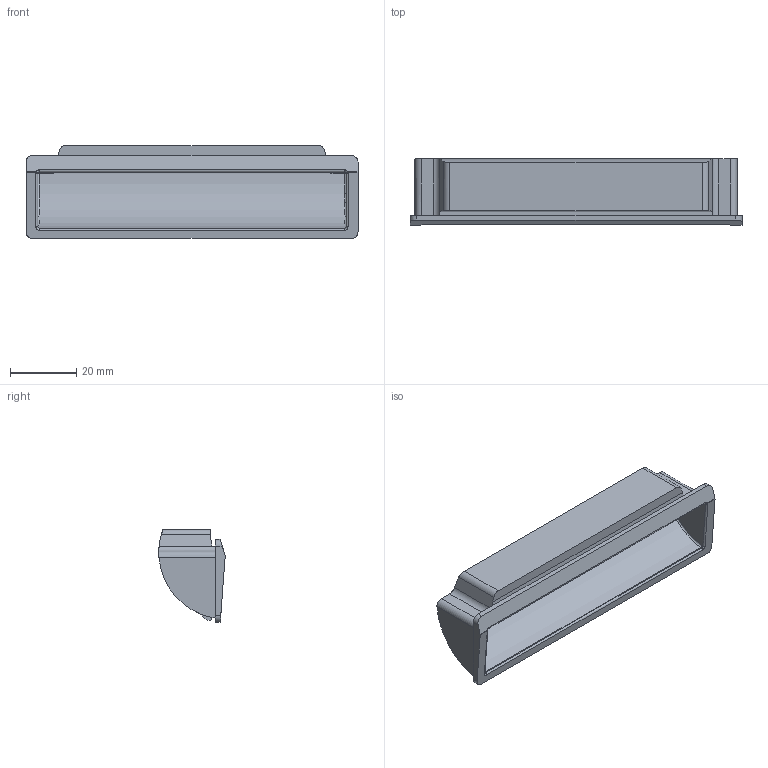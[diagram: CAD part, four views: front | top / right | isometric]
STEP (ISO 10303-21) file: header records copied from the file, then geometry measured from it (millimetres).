
FILE_DESCRIPTION (( 'STEP AP214' ), '1' );
FILE_NAME ('THA_241_3W_0_8.STEP', '2016-04-27T07:22:40', ( '' ), ( '' ), 'SwSTEP 2.0', 'SolidWorks 2015', '' );
FILE_SCHEMA (( 'AUTOMOTIVE_DESIGN' ));
Length unit declared in the file: millimetre
Products named in the file (2): THA_241_3W_0_8; pull
Assembly tree (1 placements, depth 2):
  THA_241_3W_0_8
    pull
Bounding box: 100 x 19.99 x 28 mm (x, y, z)
Volume: 11717.3 mm3; surface area: 13142.8 mm2
Topology: 1 solids, 1 shells, 77 faces, 202 edges, 126 vertices
Faces by surface type: plane 32, cylinder 31, bspline 10, torus 2, sphere 2
Entity records: 2680 total; most frequent: CARTESIAN_POINT 879, ORIENTED_EDGE 396, DIRECTION 334, EDGE_CURVE 198, VERTEX_POINT 124, AXIS2_PLACEMENT_3D 115, LINE 104, VECTOR 104
